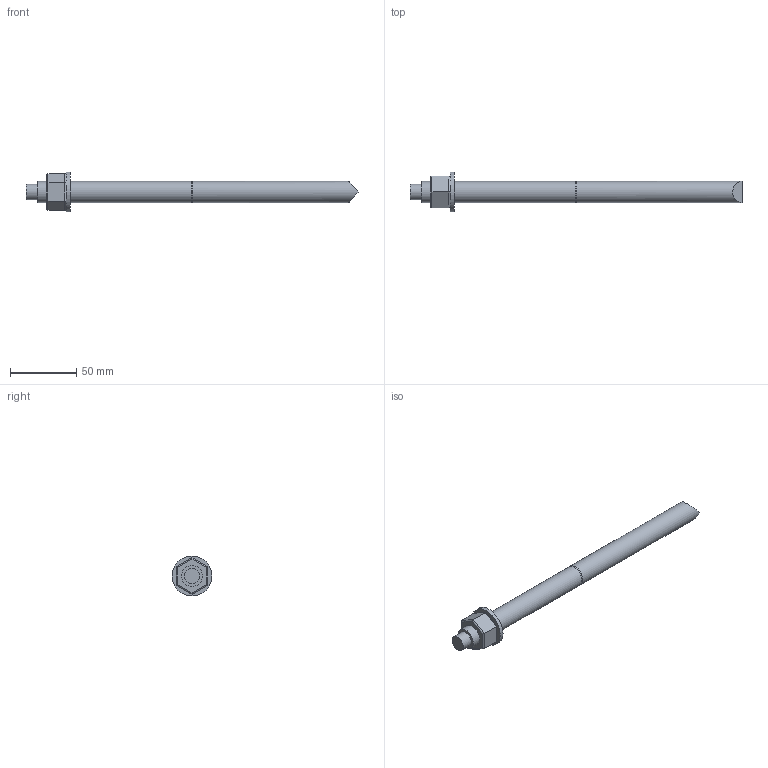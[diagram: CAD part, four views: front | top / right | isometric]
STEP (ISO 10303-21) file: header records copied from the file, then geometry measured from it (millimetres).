
FILE_DESCRIPTION(/* description */ ('KriTec Ankerstange M16x250 verzinkt inkl. Patronensystem für Beton'),/* implementation_level */ '2;1');
FILE_NAME(/* name */ '17260_KriTec_Ankerstange_M16x250_verzinkt_inkl_Patronensystem_fuer_Beton.stp',/* time_stamp */ '2022-08-26T09:30:35+02:00',/* author */ ('Nell'),/* organization */ ('CADClick - www.CADClick.com'),/* preprocessor_version */ 'ST-DEVELOPER v17',/* originating_system */ 'Autodesk Inventor 2018',/* authorisation */ 'unknown authorization');
FILE_SCHEMA (('AUTOMOTIVE_DESIGN { 1 0 10303 214 3 1 1 }'));
Length unit declared in the file: millimetre
Products named in the file (4): 17260; 17260_02; 17260_01; 17260_KriTec_Ankerstange_M16x250_verzinkt_inkl_Patronensystem_fuer_Be
ton
Assembly tree (3 placements, depth 2):
  17260
    17260_02
    17260_01
    17260_KriTec_Ankerstange_M16x250_verzinkt_inkl_Patronensystem_fuer_Be
ton
Bounding box: 250 x 30 x 30 mm (x, y, z)
Volume: 54671 mm3; surface area: 16599.3 mm2
Topology: 3 solids, 3 shells, 35 faces, 66 edges, 40 vertices
Faces by surface type: cylinder 19, plane 16
Full cylindrical faces by diameter (mm): 11.73 x1, 15.9 x1, 16 x3, 17 x1, 30 x1
Entity records: 1003 total; most frequent: DIRECTION 178, CARTESIAN_POINT 148, ORIENTED_EDGE 132, AXIS2_PLACEMENT_3D 70, EDGE_CURVE 66, EDGE_LOOP 42, VERTEX_POINT 40, LINE 38
